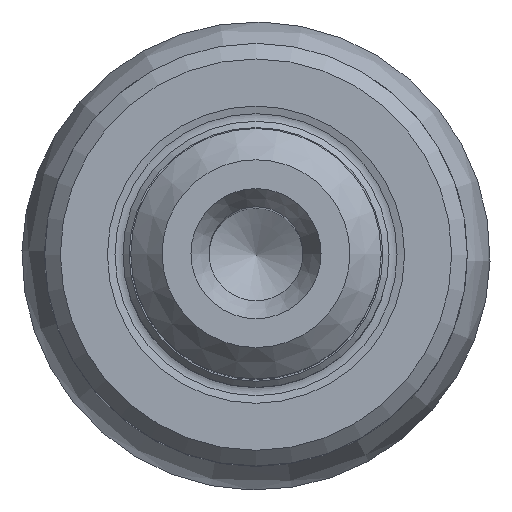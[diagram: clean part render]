
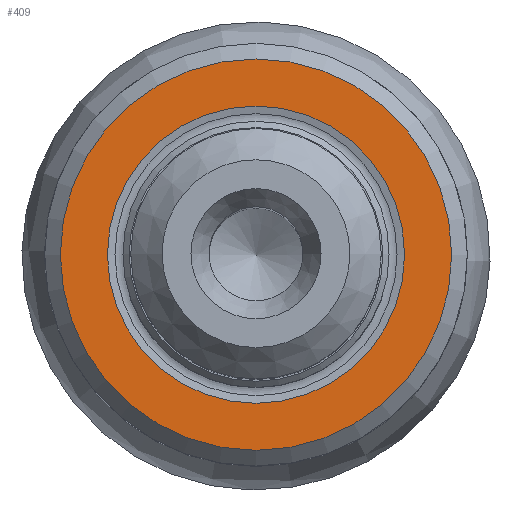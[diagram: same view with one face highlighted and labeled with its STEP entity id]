
A CAD part, top view. The second image highlights one B-rep face of the part: STEP entity #409.
In plain terms, the highlighted planar face has unit normal (0, 0, 1).
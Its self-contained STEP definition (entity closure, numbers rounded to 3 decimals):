
#341=PLANE('',#798);
#378=FACE_BOUND('',#478,.T.);
#379=FACE_BOUND('',#479,.T.);
#409=ADVANCED_FACE('',(#378,#379),#341,.T.);
#478=EDGE_LOOP('',(#572));
#479=EDGE_LOOP('',(#573));
#572=ORIENTED_EDGE('',*,*,#714,.T.);
#573=ORIENTED_EDGE('',*,*,#683,.F.);
#637=VERTEX_POINT('',#1017);
#664=VERTEX_POINT('',#1270);
#683=EDGE_CURVE('',#637,#637,#737,.T.);
#714=EDGE_CURVE('',#664,#664,#750,.T.);
#737=CIRCLE('',#776,4.746);
#750=CIRCLE('',#797,6.25);
#776=AXIS2_PLACEMENT_3D('',#1016,#861,#862);
#797=AXIS2_PLACEMENT_3D('',#1269,#911,#912);
#798=AXIS2_PLACEMENT_3D('',#1271,#913,#914);
#861=DIRECTION('',(0.,0.,1.));
#862=DIRECTION('',(1.,0.,0.));
#911=DIRECTION('',(0.,0.,1.));
#912=DIRECTION('',(1.,0.,0.));
#913=DIRECTION('',(0.,0.,1.));
#914=DIRECTION('',(1.,0.,0.));
#1016=CARTESIAN_POINT('',(0.,0.,0.));
#1017=CARTESIAN_POINT('',(4.746,0.,0.));
#1269=CARTESIAN_POINT('',(0.,0.,0.));
#1270=CARTESIAN_POINT('',(6.25,0.,0.));
#1271=CARTESIAN_POINT('',(0.,0.,0.));
